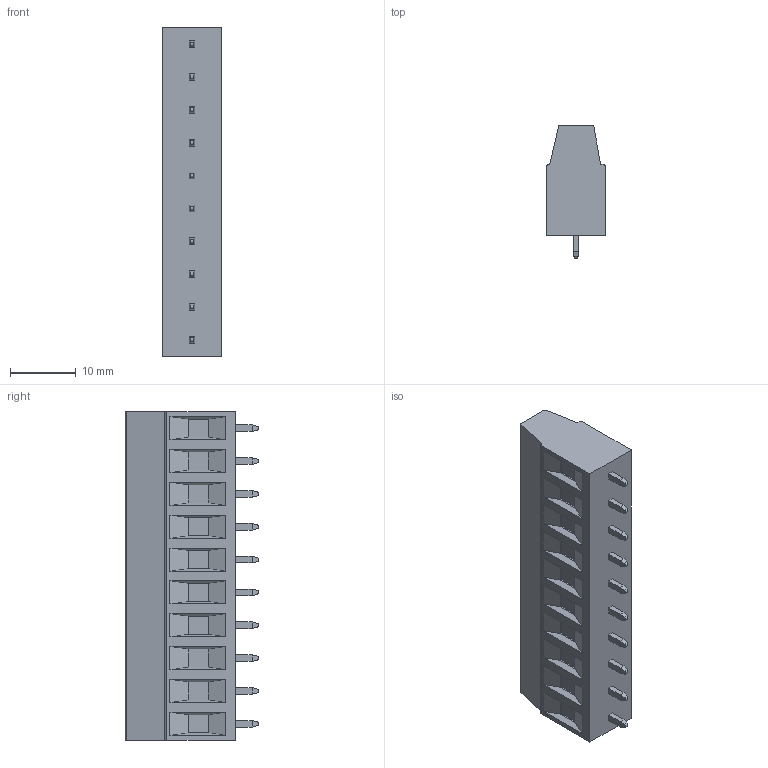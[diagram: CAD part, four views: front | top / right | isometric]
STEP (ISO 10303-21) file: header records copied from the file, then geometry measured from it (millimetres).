
FILE_DESCRIPTION((''),'2;1');
FILE_NAME('PRT0050','2024-11-02T',('yanfa'),(''),'PRO/ENGINEER BY PARAMETRIC TECHNOLOGY CORPORATION, 2009280','PRO/ENGINEER BY PARAMETRIC TECHNOLOGY CORPORATION, 2009280','');
FILE_SCHEMA(('AUTOMOTIVE_DESIGN_CC2 { 1 2 10303 214 -1 1 5 2 }'));
Length unit declared in the file: millimetre
Products named in the file (1): PRT0050
Bounding box: 8.9 x 20.3 x 50 mm (x, y, z)
Volume: 6342.3 mm3; surface area: 3522.5 mm2
Topology: 1 solids, 1 shells, 394 faces, 896 edges, 544 vertices
Faces by surface type: plane 240, cylinder 94, cone 40, torus 20
Entity records: 11089 total; most frequent: CARTESIAN_POINT 2184, DIRECTION 1852, ORIENTED_EDGE 1792, EDGE_CURVE 896, AXIS2_PLACEMENT_3D 622, VECTOR 608, LINE 608, VERTEX_POINT 544
